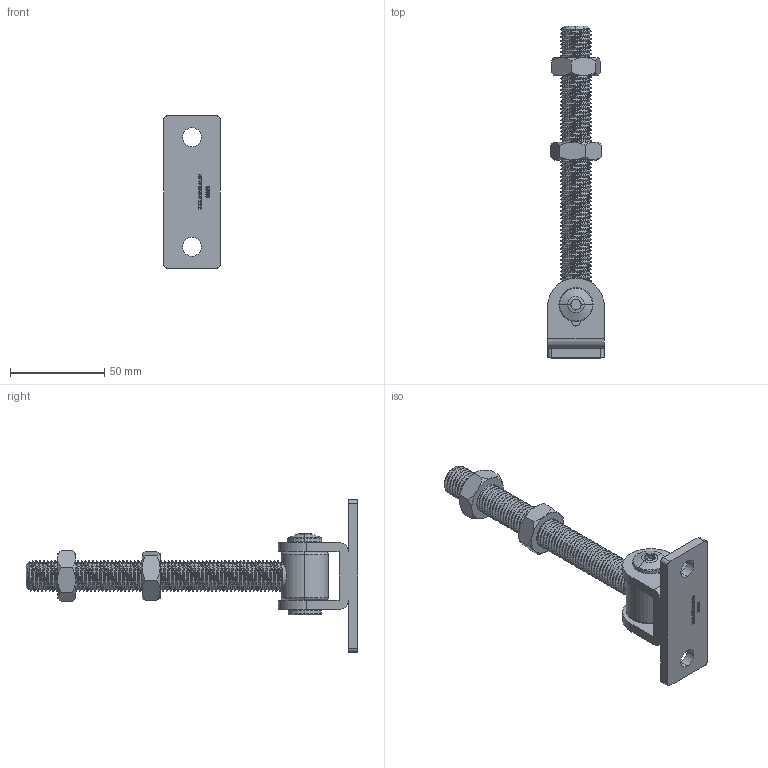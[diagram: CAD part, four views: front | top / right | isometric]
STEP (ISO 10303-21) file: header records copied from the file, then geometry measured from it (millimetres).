
FILE_DESCRIPTION (( 'STEP AP214' ), '1' );
FILE_NAME ('02822-Gate Hinge Through Post 80kg.STEP', '2018-08-16T01:34:59', ( '' ), ( '' ), 'SwSTEP 2.0', 'SolidWorks 2018', '' );
FILE_SCHEMA (( 'AUTOMOTIVE_DESIGN' ));
Length unit declared in the file: millimetre
Products named in the file (5): M16 Nut; Hinge Pin; Hinge_Default<As Machined>; 02822-Gate Hinge Through Post 80kg; M16 x 160 Threaded Eye
Assembly tree (5 placements, depth 2):
  02822-Gate Hinge Through Post 80kg
    M16 x 160 Threaded Eye
    Hinge_Default<As Machined>
    Hinge Pin
    M16 Nut  x2
Bounding box: 30 x 175.6 x 80.5 mm (x, y, z)
Volume: 66985.6 mm3; surface area: 30774.8 mm2
Topology: 5 solids, 5 shells, 552 faces, 1471 edges, 958 vertices
Faces by surface type: plane 194, cylinder 174, bspline 136, cone 32, torus 16
Entity records: 36592 total; most frequent: CARTESIAN_POINT 24907, ORIENTED_EDGE 2834, DIRECTION 1760, EDGE_CURVE 1417, VERTEX_POINT 926, LINE 708, VECTOR 708, EDGE_LOOP 569
